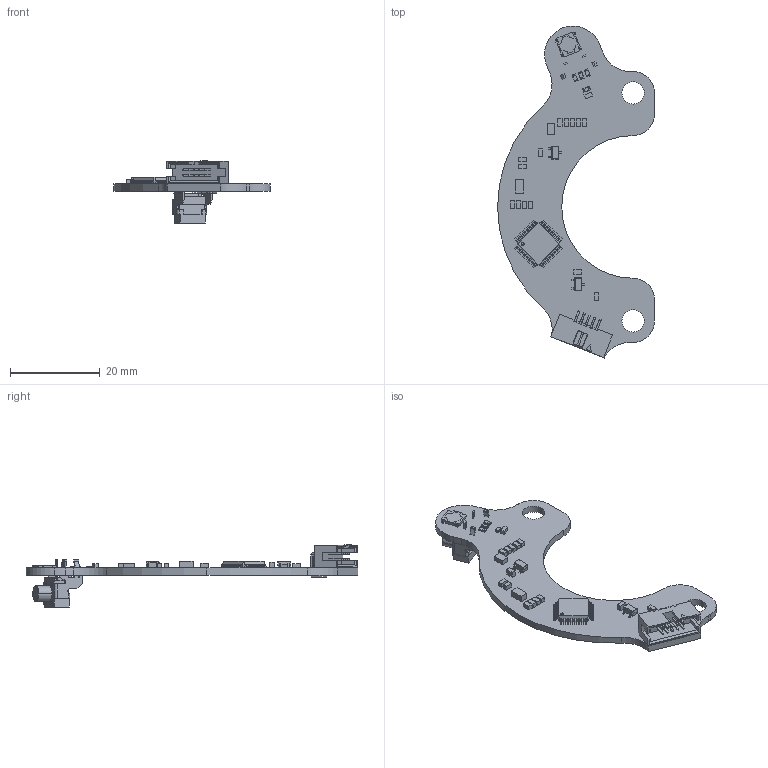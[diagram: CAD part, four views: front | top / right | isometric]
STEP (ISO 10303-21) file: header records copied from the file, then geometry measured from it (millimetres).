
FILE_DESCRIPTION (( 'STEP AP203' ), '1' );
FILE_NAME ('am-4179 Lamprey Absolute Encoder.STEP', '2019-12-04T14:19:19', ( '' ), ( '' ), 'SwSTEP 2.0', 'SolidWorks 2019', '' );
FILE_SCHEMA (( 'CONFIG_CONTROL_DESIGN' ));
Length unit declared in the file: millimetre
Products named in the file (1): am-4179 Lamprey Absolute Encoder
Bounding box: 34.92 x 73.92 x 13.85 mm (x, y, z)
Surface area: 4471 mm2 (no closed solid volume)
Topology: 0 solids, 276 shells, 1602 faces, 4753 edges, 3482 vertices
Faces by surface type: plane 1224, cylinder 330, bspline 44, cone 4
Entity records: 53924 total; most frequent: CARTESIAN_POINT 11134, DIRECTION 8443, ORIENTED_EDGE 8414, EDGE_CURVE 4753, LINE 4005, VECTOR 4005, VERTEX_POINT 3482, AXIS2_PLACEMENT_3D 2219
